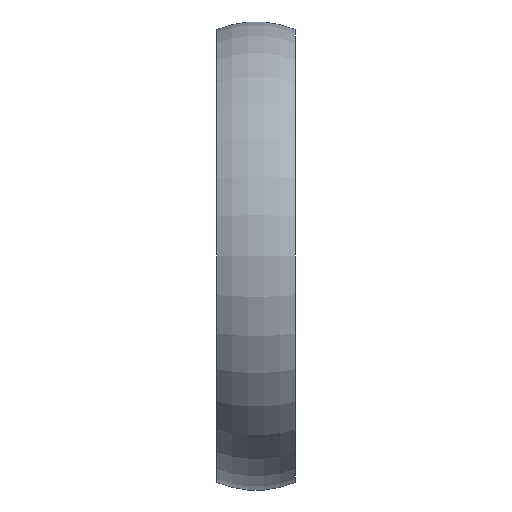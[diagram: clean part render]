
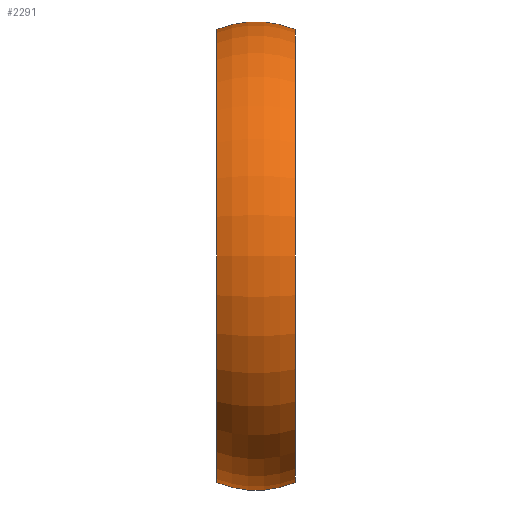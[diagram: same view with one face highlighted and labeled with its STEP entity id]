
A CAD part, left-side view. The second image highlights one B-rep face of the part: STEP entity #2291.
In plain terms, the highlighted toroidal (fillet/blend) face has major radius 43.18 mm and minor radius 33.02 mm.
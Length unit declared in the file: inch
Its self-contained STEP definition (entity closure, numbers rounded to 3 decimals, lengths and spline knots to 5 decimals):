
#34 = AXIS2_PLACEMENT_3D ( 'NONE', #2508, #2488, #2464 ) ;
#135 = ORIENTED_EDGE ( 'NONE', *, *, #2982, .F. ) ;
#158 = EDGE_CURVE ( 'NONE', #1045, #3659, #4491, .T. ) ;
#188 = ORIENTED_EDGE ( 'NONE', *, *, #3796, .T. ) ;
#576 = DIRECTION ( 'NONE',  ( 0., 1., 0. ) ) ;
#595 = EDGE_CURVE ( 'NONE', #4049, #2356, #1150, .T. ) ;
#659 = CIRCLE ( 'NONE', #2594, 2.9 ) ;
#842 = CIRCLE ( 'NONE', #3480, 2.9 ) ;
#1045 = VERTEX_POINT ( 'NONE', #4641 ) ;
#1057 = EDGE_LOOP ( 'NONE', ( #1141, #188, #2059, #135 ) ) ;
#1141 = ORIENTED_EDGE ( 'NONE', *, *, #158, .F. ) ;
#1150 = CIRCLE ( 'NONE', #34, 1.3 ) ;
#1470 = DIRECTION ( 'NONE',  ( 0., 1., 0. ) ) ;
#1935 = CARTESIAN_POINT ( 'NONE',  ( 0., -0.307, 0. ) ) ;
#2059 = ORIENTED_EDGE ( 'NONE', *, *, #595, .T. ) ;
#2291 = ADVANCED_FACE ( 'NONE', ( #3470 ), #2495, .T. ) ;
#2293 = DIRECTION ( 'NONE',  ( 0., 0., 1. ) ) ;
#2356 = VERTEX_POINT ( 'NONE', #4223 ) ;
#2464 = DIRECTION ( 'NONE',  ( 0., 0., 1. ) ) ;
#2488 = DIRECTION ( 'NONE',  ( -1., 0., 0. ) ) ;
#2495 = TOROIDAL_SURFACE ( 'NONE', #2525, 1.7, 1.3 ) ;
#2508 = CARTESIAN_POINT ( 'NONE',  ( 0., 0.193, 1.7 ) ) ;
#2512 = CARTESIAN_POINT ( 'NONE',  ( 0., -0.307, 2.9 ) ) ;
#2525 = AXIS2_PLACEMENT_3D ( 'NONE', #2738, #576, #3102 ) ;
#2594 = AXIS2_PLACEMENT_3D ( 'NONE', #1935, #4426, #2293 ) ;
#2738 = CARTESIAN_POINT ( 'NONE',  ( 0., 0.193, 0. ) ) ;
#2921 = AXIS2_PLACEMENT_3D ( 'NONE', #3089, #3079, #3072 ) ;
#2982 = EDGE_CURVE ( 'NONE', #3659, #2356, #842, .T. ) ;
#3072 = DIRECTION ( 'NONE',  ( 0., 0., -1. ) ) ;
#3079 = DIRECTION ( 'NONE',  ( 1., 0., 0. ) ) ;
#3089 = CARTESIAN_POINT ( 'NONE',  ( 0., 0.193, -1.7 ) ) ;
#3102 = DIRECTION ( 'NONE',  ( 0., 0., 1. ) ) ;
#3470 = FACE_OUTER_BOUND ( 'NONE', #1057, .T. ) ;
#3480 = AXIS2_PLACEMENT_3D ( 'NONE', #3627, #1470, #3983 ) ;
#3627 = CARTESIAN_POINT ( 'NONE',  ( 0., 0.693, 0. ) ) ;
#3659 = VERTEX_POINT ( 'NONE', #4665 ) ;
#3796 = EDGE_CURVE ( 'NONE', #1045, #4049, #659, .T. ) ;
#3983 = DIRECTION ( 'NONE',  ( 0., 0., 1. ) ) ;
#4049 = VERTEX_POINT ( 'NONE', #2512 ) ;
#4223 = CARTESIAN_POINT ( 'NONE',  ( 0., 0.693, 2.9 ) ) ;
#4426 = DIRECTION ( 'NONE',  ( 0., 1., 0. ) ) ;
#4491 = CIRCLE ( 'NONE', #2921, 1.3 ) ;
#4641 = CARTESIAN_POINT ( 'NONE',  ( 0., -0.307, -2.9 ) ) ;
#4665 = CARTESIAN_POINT ( 'NONE',  ( 0., 0.693, -2.9 ) ) ;
